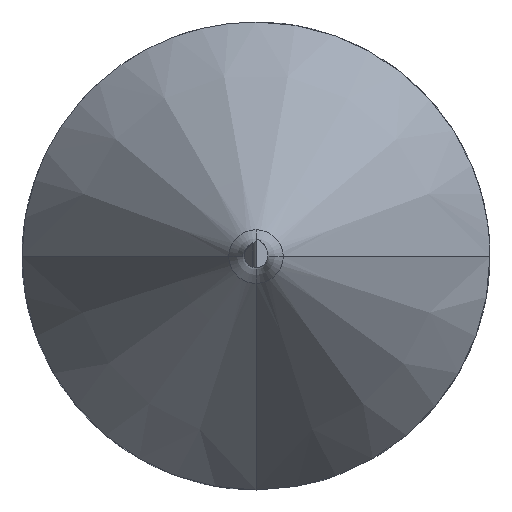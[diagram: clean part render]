
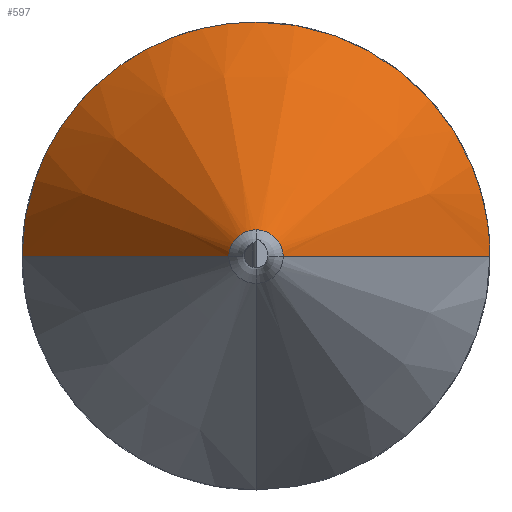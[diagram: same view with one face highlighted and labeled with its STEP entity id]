
A CAD part, left-side view. The second image highlights one B-rep face of the part: STEP entity #597.
In plain terms, the highlighted conical face has half-angle 30 degrees and reference radius 2.51 mm.
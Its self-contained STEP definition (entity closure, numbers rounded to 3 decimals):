
#5 = CARTESIAN_POINT ( 'NONE',  ( -10.31, -0.805, -0.005 ) ) ;
#9 = B_SPLINE_CURVE_WITH_KNOTS ( 'NONE', 3,
 ( #251, #728, #521, #49, #451, #857, #382, #790, #312, #725, #248, #666, #179, #596 ),
 .UNSPECIFIED., .F., .F.,
 ( 4, 2, 2, 2, 2, 2, 4 ),
 ( 0.006, 0.006, 0.007, 0.007, 0.007, 0.008, 0.009 ),
 .UNSPECIFIED. ) ;
#15 = CARTESIAN_POINT ( 'NONE',  ( -8.224, 0., 2. ) ) ;
#26 = DIRECTION ( 'NONE',  ( 0., 0., 1. ) ) ;
#40 = EDGE_CURVE ( 'NONE', #635, #398, #711, .T. ) ;
#49 = CARTESIAN_POINT ( 'NONE',  ( -8.224, -0.519, 1.936 ) ) ;
#61 = VERTEX_POINT ( 'NONE', #363 ) ;
#91 = CARTESIAN_POINT ( 'NONE',  ( -8.241, 2., -0.005 ) ) ;
#92 = CARTESIAN_POINT ( 'NONE',  ( -8.224, 0.263, 1.987 ) ) ;
#97 = CARTESIAN_POINT ( 'NONE',  ( -11.3, 0., -0.01 ) ) ;
#105 = CARTESIAN_POINT ( 'NONE',  ( -8.241, -2., -0.005 ) ) ;
#130 = DIRECTION ( 'NONE',  ( -1., 0., 0. ) ) ;
#131 = EDGE_CURVE ( 'NONE', #722, #472, #240, .T. ) ;
#144 = CARTESIAN_POINT ( 'NONE',  ( -11.03, -0.39, -0.005 ) ) ;
#156 = CARTESIAN_POINT ( 'NONE',  ( -10.8, 0.522, -0.005 ) ) ;
#157 = CARTESIAN_POINT ( 'NONE',  ( -8.226, 0.889, 1.797 ) ) ;
#170 = ORIENTED_EDGE ( 'NONE', *, *, #131, .T. ) ;
#179 = CARTESIAN_POINT ( 'NONE',  ( -8.239, -2.001, 0.257 ) ) ;
#182 = EDGE_CURVE ( 'NONE', #490, #398, #329, .T. ) ;
#204 = CARTESIAN_POINT ( 'NONE',  ( -11.21, -0.286, -0.005 ) ) ;
#229 = CARTESIAN_POINT ( 'NONE',  ( -11.3, 0.234, -0.005 ) ) ;
#230 = CARTESIAN_POINT ( 'NONE',  ( -8.227, 1.221, 1.589 ) ) ;
#238 = CONICAL_SURFACE ( 'NONE', #277, 2.51, 0.524 ) ;
#239 = ORIENTED_EDGE ( 'NONE', *, *, #515, .F. ) ;
#240 = B_SPLINE_CURVE_WITH_KNOTS ( 'NONE', 3,
 ( #541, #204, #626, #144, #625, #5, #344, #339, #821, #484 ),
 .UNSPECIFIED., .F., .F.,
 ( 4, 3, 3, 4 ),
 ( 0., 0., 0.002, 0.004 ),
 .UNSPECIFIED. ) ;
#244 = ORIENTED_EDGE ( 'NONE', *, *, #453, .F. ) ;
#248 = CARTESIAN_POINT ( 'NONE',  ( -8.232, -1.75, 1.003 ) ) ;
#251 = CARTESIAN_POINT ( 'NONE',  ( -8.224, 0., 2. ) ) ;
#256 = FACE_OUTER_BOUND ( 'NONE', #378, .T. ) ;
#259 = ORIENTED_EDGE ( 'NONE', *, *, #182, .F. ) ;
#261 = B_SPLINE_CURVE_WITH_KNOTS ( 'NONE', 3,
 ( #651, #364, #432, #839, #359, #767, #295, #704, #230, #641, #157, #758, #569, #92, #495, #15 ),
 .UNSPECIFIED., .F., .F.,
 ( 4, 2, 2, 2, 2, 2, 2, 4 ),
 ( 0.003, 0.004, 0.004, 0.004, 0.005, 0.005, 0.005, 0.006 ),
 .UNSPECIFIED. ) ;
#277 = AXIS2_PLACEMENT_3D ( 'NONE', #828, #696, #833 ) ;
#295 = CARTESIAN_POINT ( 'NONE',  ( -8.23, 1.509, 1.319 ) ) ;
#301 = CIRCLE ( 'NONE', #435, 0.234 ) ;
#312 = CARTESIAN_POINT ( 'NONE',  ( -8.228, -1.324, 1.505 ) ) ;
#313 = EDGE_CURVE ( 'NONE', #61, #472, #9, .T. ) ;
#329 = CIRCLE ( 'NONE', #595, 0.234 ) ;
#339 = CARTESIAN_POINT ( 'NONE',  ( -9.38, -1.342, -0.005 ) ) ;
#344 = CARTESIAN_POINT ( 'NONE',  ( -9.95, -1.013, -0.005 ) ) ;
#359 = CARTESIAN_POINT ( 'NONE',  ( -8.232, 1.738, 0.999 ) ) ;
#363 = CARTESIAN_POINT ( 'NONE',  ( -8.224, 0., 2. ) ) ;
#364 = CARTESIAN_POINT ( 'NONE',  ( -8.239, 2.001, 0.256 ) ) ;
#378 = EDGE_LOOP ( 'NONE', ( #659, #259, #244, #170, #459, #239 ) ) ;
#382 = CARTESIAN_POINT ( 'NONE',  ( -8.226, -1.003, 1.735 ) ) ;
#398 = VERTEX_POINT ( 'NONE', #853 ) ;
#432 = CARTESIAN_POINT ( 'NONE',  ( -8.237, 1.949, 0.52 ) ) ;
#435 = AXIS2_PLACEMENT_3D ( 'NONE', #97, #503, #26 ) ;
#451 = CARTESIAN_POINT ( 'NONE',  ( -8.225, -0.646, 1.897 ) ) ;
#453 = EDGE_CURVE ( 'NONE', #722, #490, #301, .T. ) ;
#459 = ORIENTED_EDGE ( 'NONE', *, *, #313, .F. ) ;
#472 = VERTEX_POINT ( 'NONE', #105 ) ;
#484 = CARTESIAN_POINT ( 'NONE',  ( -8.241, -2., -0.005 ) ) ;
#490 = VERTEX_POINT ( 'NONE', #578 ) ;
#495 = CARTESIAN_POINT ( 'NONE',  ( -8.224, 0.132, 2. ) ) ;
#503 = DIRECTION ( 'NONE',  ( -1., 0., 0. ) ) ;
#515 = EDGE_CURVE ( 'NONE', #635, #61, #261, .T. ) ;
#521 = CARTESIAN_POINT ( 'NONE',  ( -8.224, -0.262, 1.987 ) ) ;
#530 = DIRECTION ( 'NONE',  ( 0., 0., 1. ) ) ;
#541 = CARTESIAN_POINT ( 'NONE',  ( -11.3, -0.234, -0.005 ) ) ;
#546 = CARTESIAN_POINT ( 'NONE',  ( -8.241, 2., -0.005 ) ) ;
#567 = CARTESIAN_POINT ( 'NONE',  ( -10.55, 0.667, -0.005 ) ) ;
#569 = CARTESIAN_POINT ( 'NONE',  ( -8.224, 0.519, 1.936 ) ) ;
#578 = CARTESIAN_POINT ( 'NONE',  ( -11.3, 0., 0.224 ) ) ;
#595 = AXIS2_PLACEMENT_3D ( 'NONE', #610, #130, #530 ) ;
#596 = CARTESIAN_POINT ( 'NONE',  ( -8.241, -2., -0.005 ) ) ;
#597 = ADVANCED_FACE ( 'NONE', ( #256 ), #238, .T. ) ;
#610 = CARTESIAN_POINT ( 'NONE',  ( -11.3, 0., -0.01 ) ) ;
#625 = CARTESIAN_POINT ( 'NONE',  ( -10.67, -0.598, -0.005 ) ) ;
#626 = CARTESIAN_POINT ( 'NONE',  ( -11.12, -0.338, -0.005 ) ) ;
#635 = VERTEX_POINT ( 'NONE', #546 ) ;
#638 = CARTESIAN_POINT ( 'NONE',  ( -9.781, 1.111, -0.005 ) ) ;
#640 = CARTESIAN_POINT ( 'NONE',  ( -11.05, 0.378, -0.005 ) ) ;
#641 = CARTESIAN_POINT ( 'NONE',  ( -8.226, 1.004, 1.735 ) ) ;
#651 = CARTESIAN_POINT ( 'NONE',  ( -8.241, 2., -0.005 ) ) ;
#659 = ORIENTED_EDGE ( 'NONE', *, *, #40, .T. ) ;
#666 = CARTESIAN_POINT ( 'NONE',  ( -8.237, -1.949, 0.52 ) ) ;
#693 = CARTESIAN_POINT ( 'NONE',  ( -11.3, -0.234, -0.005 ) ) ;
#696 = DIRECTION ( 'NONE',  ( 1., 0., 0. ) ) ;
#700 = CARTESIAN_POINT ( 'NONE',  ( -9.011, 1.556, -0.005 ) ) ;
#704 = CARTESIAN_POINT ( 'NONE',  ( -8.228, 1.324, 1.504 ) ) ;
#711 = B_SPLINE_CURVE_WITH_KNOTS ( 'NONE', 3,
 ( #91, #700, #638, #567, #156, #640, #229 ),
 .UNSPECIFIED., .F., .F.,
 ( 4, 3, 4 ),
 ( 0., 0.003, 0.004 ),
 .UNSPECIFIED. ) ;
#722 = VERTEX_POINT ( 'NONE', #693 ) ;
#725 = CARTESIAN_POINT ( 'NONE',  ( -8.231, -1.601, 1.227 ) ) ;
#728 = CARTESIAN_POINT ( 'NONE',  ( -8.224, -0.132, 2. ) ) ;
#758 = CARTESIAN_POINT ( 'NONE',  ( -8.225, 0.646, 1.897 ) ) ;
#767 = CARTESIAN_POINT ( 'NONE',  ( -8.231, 1.592, 1.218 ) ) ;
#790 = CARTESIAN_POINT ( 'NONE',  ( -8.227, -1.221, 1.589 ) ) ;
#821 = CARTESIAN_POINT ( 'NONE',  ( -8.811, -1.671, -0.005 ) ) ;
#828 = CARTESIAN_POINT ( 'NONE',  ( -7.358, 0., -0.01 ) ) ;
#833 = DIRECTION ( 'NONE',  ( 0., 0., -1. ) ) ;
#839 = CARTESIAN_POINT ( 'NONE',  ( -8.233, 1.8, 0.882 ) ) ;
#853 = CARTESIAN_POINT ( 'NONE',  ( -11.3, 0.234, -0.005 ) ) ;
#857 = CARTESIAN_POINT ( 'NONE',  ( -8.226, -0.888, 1.797 ) ) ;
